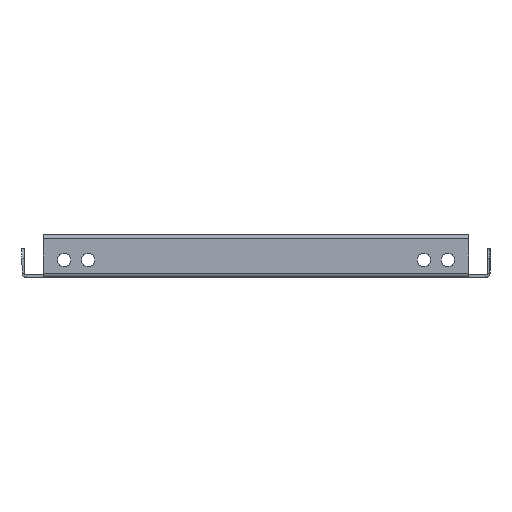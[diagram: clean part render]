
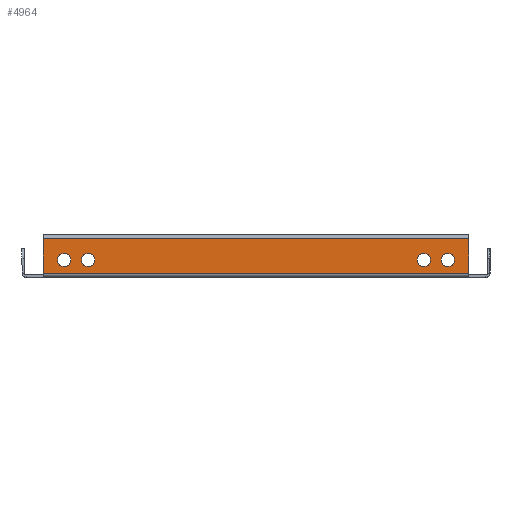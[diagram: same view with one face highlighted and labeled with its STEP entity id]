
A CAD part, left-side view. The second image highlights one B-rep face of the part: STEP entity #4964.
In plain terms, the highlighted planar face has unit normal (-1, 0, 0).
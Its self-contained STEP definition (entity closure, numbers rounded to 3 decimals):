
#154 = CARTESIAN_POINT ( 'NONE',  ( -221.7, 87.5, 7.8 ) ) ;
#521 = AXIS2_PLACEMENT_3D ( 'NONE', #646, #4192, #3780 ) ;
#545 = DIRECTION ( 'NONE',  ( 0., 0., -1. ) ) ;
#557 = FACE_BOUND ( 'NONE', #2099, .T. ) ;
#563 = ORIENTED_EDGE ( 'NONE', *, *, #4379, .T. ) ;
#610 = CIRCLE ( 'NONE', #3746, 3.45 ) ;
#646 = CARTESIAN_POINT ( 'NONE',  ( -221.7, 100., 7.8 ) ) ;
#666 = CIRCLE ( 'NONE', #4089, 3.45 ) ;
#765 = AXIS2_PLACEMENT_3D ( 'NONE', #1150, #4280, #3003 ) ;
#805 = ORIENTED_EDGE ( 'NONE', *, *, #5674, .T. ) ;
#830 = DIRECTION ( 'NONE',  ( 0., 0., -1. ) ) ;
#943 = LINE ( 'NONE', #3550, #3126 ) ;
#995 = DIRECTION ( 'NONE',  ( 0., 0., -1. ) ) ;
#1063 = CARTESIAN_POINT ( 'NONE',  ( -221.7, 110.8, 1. ) ) ;
#1065 = CARTESIAN_POINT ( 'NONE',  ( -221.7, -100., 4.35 ) ) ;
#1097 = EDGE_LOOP ( 'NONE', ( #3476, #563 ) ) ;
#1150 = CARTESIAN_POINT ( 'NONE',  ( -221.7, 0., 0. ) ) ;
#1156 = VERTEX_POINT ( 'NONE', #3299 ) ;
#1187 = CIRCLE ( 'NONE', #4374, 3.45 ) ;
#1261 = VERTEX_POINT ( 'NONE', #4739 ) ;
#1280 = LINE ( 'NONE', #4560, #1491 ) ;
#1397 = CARTESIAN_POINT ( 'NONE',  ( -221.7, -110.8, 0. ) ) ;
#1471 = ORIENTED_EDGE ( 'NONE', *, *, #2657, .T. ) ;
#1475 = VERTEX_POINT ( 'NONE', #5304 ) ;
#1491 = VECTOR ( 'NONE', #2833, 1000. ) ;
#1509 = VERTEX_POINT ( 'NONE', #4447 ) ;
#1742 = CARTESIAN_POINT ( 'NONE',  ( -221.7, 100., 7.8 ) ) ;
#1757 = FACE_BOUND ( 'NONE', #4171, .T. ) ;
#1801 = CARTESIAN_POINT ( 'NONE',  ( -221.7, 87.5, 7.8 ) ) ;
#1804 = EDGE_CURVE ( 'NONE', #2750, #1156, #2031, .T. ) ;
#1857 = DIRECTION ( 'NONE',  ( 1., 0., 0. ) ) ;
#1904 = VERTEX_POINT ( 'NONE', #1063 ) ;
#1919 = VERTEX_POINT ( 'NONE', #1941 ) ;
#1941 = CARTESIAN_POINT ( 'NONE',  ( -221.7, 100., 11.25 ) ) ;
#1993 = CARTESIAN_POINT ( 'NONE',  ( -221.7, -110.8, 1. ) ) ;
#2031 = CIRCLE ( 'NONE', #5071, 3.45 ) ;
#2099 = EDGE_LOOP ( 'NONE', ( #4879, #5456 ) ) ;
#2100 = EDGE_CURVE ( 'NONE', #4974, #2711, #610, .T. ) ;
#2142 = CARTESIAN_POINT ( 'NONE',  ( -221.7, -87.5, 7.8 ) ) ;
#2151 = AXIS2_PLACEMENT_3D ( 'NONE', #4486, #4056, #3631 ) ;
#2345 = DIRECTION ( 'NONE',  ( 0., -1., 0. ) ) ;
#2369 = DIRECTION ( 'NONE',  ( 0., 0., -1. ) ) ;
#2496 = ORIENTED_EDGE ( 'NONE', *, *, #4610, .T. ) ;
#2591 = ORIENTED_EDGE ( 'NONE', *, *, #5566, .T. ) ;
#2644 = CIRCLE ( 'NONE', #3522, 3.45 ) ;
#2657 = EDGE_CURVE ( 'NONE', #1261, #4763, #5134, .T. ) ;
#2699 = EDGE_CURVE ( 'NONE', #1919, #1509, #2644, .T. ) ;
#2711 = VERTEX_POINT ( 'NONE', #5383 ) ;
#2718 = VERTEX_POINT ( 'NONE', #1993 ) ;
#2750 = VERTEX_POINT ( 'NONE', #1065 ) ;
#2752 = VECTOR ( 'NONE', #2345, 1000. ) ;
#2773 = CARTESIAN_POINT ( 'NONE',  ( -221.7, -100., 7.8 ) ) ;
#2776 = EDGE_CURVE ( 'NONE', #1509, #1919, #5130, .T. ) ;
#2833 = DIRECTION ( 'NONE',  ( 0., 1., 0. ) ) ;
#2902 = DIRECTION ( 'NONE',  ( 1., 0., 0. ) ) ;
#3003 = DIRECTION ( 'NONE',  ( 0., 0., 1. ) ) ;
#3052 = DIRECTION ( 'NONE',  ( 0., 0., -1. ) ) ;
#3126 = VECTOR ( 'NONE', #830, 1000. ) ;
#3165 = FACE_OUTER_BOUND ( 'NONE', #5004, .T. ) ;
#3210 = CARTESIAN_POINT ( 'NONE',  ( -221.7, 0., 1. ) ) ;
#3299 = CARTESIAN_POINT ( 'NONE',  ( -221.7, -100., 11.25 ) ) ;
#3315 = DIRECTION ( 'NONE',  ( 0., 0., -1. ) ) ;
#3351 = LINE ( 'NONE', #1397, #4797 ) ;
#3408 = EDGE_LOOP ( 'NONE', ( #1471, #4093 ) ) ;
#3476 = ORIENTED_EDGE ( 'NONE', *, *, #2100, .T. ) ;
#3522 = AXIS2_PLACEMENT_3D ( 'NONE', #1742, #4853, #2369 ) ;
#3550 = CARTESIAN_POINT ( 'NONE',  ( -221.7, 110.8, 0. ) ) ;
#3608 = DIRECTION ( 'NONE',  ( 0., 0., -1. ) ) ;
#3631 = DIRECTION ( 'NONE',  ( 0., 0., -1. ) ) ;
#3680 = DIRECTION ( 'NONE',  ( 1., 0., 0. ) ) ;
#3746 = AXIS2_PLACEMENT_3D ( 'NONE', #1801, #4975, #545 ) ;
#3780 = DIRECTION ( 'NONE',  ( 0., 0., -1. ) ) ;
#3840 = PLANE ( 'NONE',  #765 ) ;
#3912 = VERTEX_POINT ( 'NONE', #5553 ) ;
#3931 = EDGE_CURVE ( 'NONE', #4763, #1261, #1187, .T. ) ;
#3989 = FACE_BOUND ( 'NONE', #1097, .T. ) ;
#4056 = DIRECTION ( 'NONE',  ( 1., 0., 0. ) ) ;
#4059 = EDGE_CURVE ( 'NONE', #3912, #1904, #943, .T. ) ;
#4089 = AXIS2_PLACEMENT_3D ( 'NONE', #154, #2902, #3315 ) ;
#4093 = ORIENTED_EDGE ( 'NONE', *, *, #3931, .T. ) ;
#4171 = EDGE_LOOP ( 'NONE', ( #5331, #5333 ) ) ;
#4192 = DIRECTION ( 'NONE',  ( 1., 0., 0. ) ) ;
#4280 = DIRECTION ( 'NONE',  ( -1., 0., 0. ) ) ;
#4374 = AXIS2_PLACEMENT_3D ( 'NONE', #2142, #5196, #3052 ) ;
#4379 = EDGE_CURVE ( 'NONE', #2711, #4974, #666, .T. ) ;
#4447 = CARTESIAN_POINT ( 'NONE',  ( -221.7, 100., 4.35 ) ) ;
#4486 = CARTESIAN_POINT ( 'NONE',  ( -221.7, -87.5, 7.8 ) ) ;
#4505 = DIRECTION ( 'NONE',  ( 0., 0., 1. ) ) ;
#4560 = CARTESIAN_POINT ( 'NONE',  ( -221.7, 0., 18.8 ) ) ;
#4598 = LINE ( 'NONE', #3210, #2752 ) ;
#4610 = EDGE_CURVE ( 'NONE', #1475, #3912, #1280, .T. ) ;
#4676 = EDGE_CURVE ( 'NONE', #1156, #2750, #5122, .T. ) ;
#4704 = CARTESIAN_POINT ( 'NONE',  ( -221.7, 87.5, 4.35 ) ) ;
#4739 = CARTESIAN_POINT ( 'NONE',  ( -221.7, -87.5, 4.35 ) ) ;
#4763 = VERTEX_POINT ( 'NONE', #5075 ) ;
#4797 = VECTOR ( 'NONE', #4505, 1000. ) ;
#4853 = DIRECTION ( 'NONE',  ( 1., 0., 0. ) ) ;
#4879 = ORIENTED_EDGE ( 'NONE', *, *, #2776, .T. ) ;
#4887 = ORIENTED_EDGE ( 'NONE', *, *, #4059, .T. ) ;
#4960 = FACE_BOUND ( 'NONE', #3408, .T. ) ;
#4964 = ADVANCED_FACE ( 'NONE', ( #557, #4960, #3989, #1757, #3165 ), #3840, .T. ) ;
#4974 = VERTEX_POINT ( 'NONE', #4704 ) ;
#4975 = DIRECTION ( 'NONE',  ( 1., 0., 0. ) ) ;
#4982 = AXIS2_PLACEMENT_3D ( 'NONE', #5459, #3680, #995 ) ;
#5004 = EDGE_LOOP ( 'NONE', ( #4887, #2591, #805, #2496 ) ) ;
#5071 = AXIS2_PLACEMENT_3D ( 'NONE', #2773, #1857, #3608 ) ;
#5075 = CARTESIAN_POINT ( 'NONE',  ( -221.7, -87.5, 11.25 ) ) ;
#5122 = CIRCLE ( 'NONE', #4982, 3.45 ) ;
#5130 = CIRCLE ( 'NONE', #521, 3.45 ) ;
#5134 = CIRCLE ( 'NONE', #2151, 3.45 ) ;
#5196 = DIRECTION ( 'NONE',  ( 1., 0., 0. ) ) ;
#5304 = CARTESIAN_POINT ( 'NONE',  ( -221.7, -110.8, 18.8 ) ) ;
#5331 = ORIENTED_EDGE ( 'NONE', *, *, #1804, .T. ) ;
#5333 = ORIENTED_EDGE ( 'NONE', *, *, #4676, .T. ) ;
#5383 = CARTESIAN_POINT ( 'NONE',  ( -221.7, 87.5, 11.25 ) ) ;
#5456 = ORIENTED_EDGE ( 'NONE', *, *, #2699, .T. ) ;
#5459 = CARTESIAN_POINT ( 'NONE',  ( -221.7, -100., 7.8 ) ) ;
#5553 = CARTESIAN_POINT ( 'NONE',  ( -221.7, 110.8, 18.8 ) ) ;
#5566 = EDGE_CURVE ( 'NONE', #1904, #2718, #4598, .T. ) ;
#5674 = EDGE_CURVE ( 'NONE', #2718, #1475, #3351, .T. ) ;
